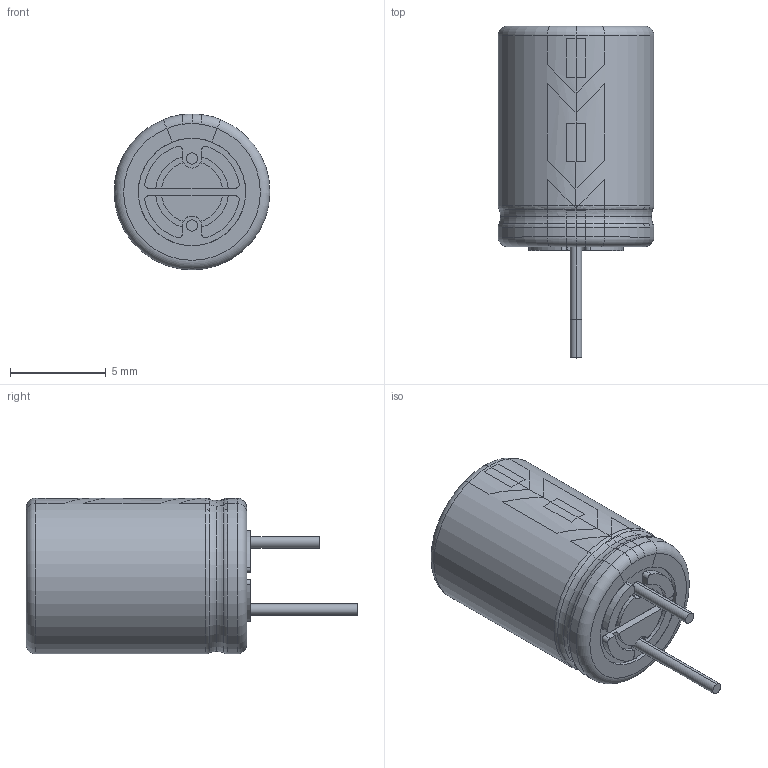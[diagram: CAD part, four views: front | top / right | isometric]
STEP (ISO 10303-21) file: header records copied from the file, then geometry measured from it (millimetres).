
FILE_DESCRIPTION (( 'STEP AP214' ), '1' );
FILE_NAME ('CAP PR3.5x8x11.5mm.STEP', '2013-11-20T15:39:15', ( '' ), ( '' ), 'SwSTEP 2.0', 'SolidWorks 2012', '' );
FILE_SCHEMA (( 'AUTOMOTIVE_DESIGN' ));
Length unit declared in the file: millimetre
Products named in the file (1): CAP PR3.5x8x11.5mm
Bounding box: 8.13 x 17.3 x 8.13 mm (x, y, z)
Volume: 594.1 mm3; surface area: 427.5 mm2
Topology: 1 solids, 1 shells, 116 faces, 304 edges, 194 vertices
Faces by surface type: cylinder 48, plane 40, torus 28
Entity records: 4737 total; most frequent: CARTESIAN_POINT 725, DIRECTION 649, ORIENTED_EDGE 608, EDGE_CURVE 304, AXIS2_PLACEMENT_3D 254, VERTEX_POINT 194, LINE 141, VECTOR 141
